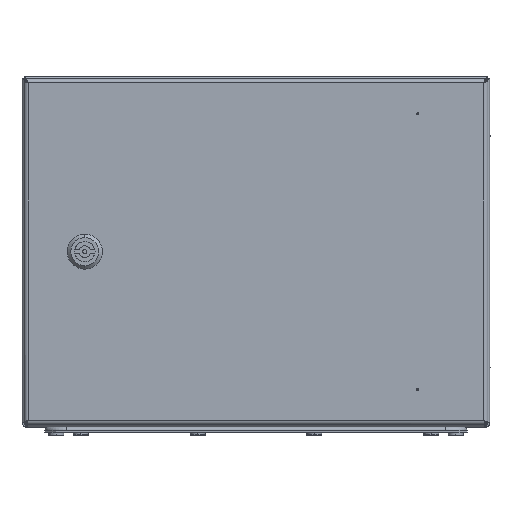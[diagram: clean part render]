
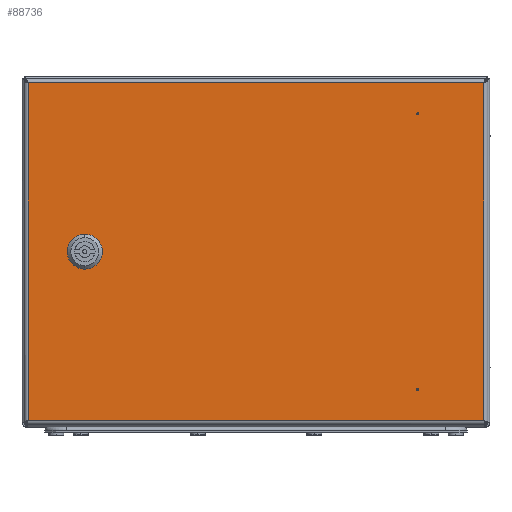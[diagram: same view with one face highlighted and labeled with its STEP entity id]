
A CAD part, top view. The second image highlights one B-rep face of the part: STEP entity #88736.
In plain terms, the highlighted planar face has unit normal (0, 0, 1).
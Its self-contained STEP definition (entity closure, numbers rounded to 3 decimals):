
#154 = AXIS2_PLACEMENT_3D ( 'NONE', #70241, #101371, #85775 ) ;
#796 = CARTESIAN_POINT ( 'NONE',  ( -136.5, 5.154, 0. ) ) ;
#1849 = ORIENTED_EDGE ( 'NONE', *, *, #57357, .F. ) ;
#2105 = DIRECTION ( 'NONE',  ( 1., 0., 0. ) ) ;
#2221 = EDGE_CURVE ( 'NONE', #6433, #39683, #32032, .T. ) ;
#3716 = EDGE_CURVE ( 'NONE', #5831, #11828, #66025, .T. ) ;
#4242 = DIRECTION ( 'NONE',  ( 0., 0., 1. ) ) ;
#4373 = ORIENTED_EDGE ( 'NONE', *, *, #97463, .F. ) ;
#5315 = VECTOR ( 'NONE', #41720, 1000. ) ;
#5831 = VERTEX_POINT ( 'NONE', #43932 ) ;
#6433 = VERTEX_POINT ( 'NONE', #87207 ) ;
#6922 = LINE ( 'NONE', #100937, #61320 ) ;
#7039 = DIRECTION ( 'NONE',  ( 1., 0., 0. ) ) ;
#8825 = AXIS2_PLACEMENT_3D ( 'NONE', #103201, #31103, #94042 ) ;
#9152 = LINE ( 'NONE', #10928, #34409 ) ;
#10497 = VECTOR ( 'NONE', #90261, 1000. ) ;
#10928 = CARTESIAN_POINT ( 'NONE',  ( -151.654, -10., 0. ) ) ;
#11828 = VERTEX_POINT ( 'NONE', #62122 ) ;
#13028 = DIRECTION ( 'NONE',  ( 1., 0., 0. ) ) ;
#15283 = VECTOR ( 'NONE', #94161, 1000. ) ;
#15357 = ORIENTED_EDGE ( 'NONE', *, *, #3716, .T. ) ;
#15359 = EDGE_LOOP ( 'NONE', ( #67231, #51505, #24531, #1849, #25182, #44426, #4373, #58394 ) ) ;
#15632 = VERTEX_POINT ( 'NONE', #95786 ) ;
#17861 = CARTESIAN_POINT ( 'NONE',  ( 138.5, 118., 0. ) ) ;
#18115 = CARTESIAN_POINT ( 'NONE',  ( -195.1, -144.6, 0. ) ) ;
#18149 = CARTESIAN_POINT ( 'NONE',  ( -151.654, -10., 0. ) ) ;
#19409 = EDGE_CURVE ( 'NONE', #11828, #103726, #33029, .T. ) ;
#20889 = EDGE_CURVE ( 'NONE', #87351, #81984, #29059, .T. ) ;
#21375 = LINE ( 'NONE', #93665, #84662 ) ;
#21993 = CIRCLE ( 'NONE', #51799, 11.25 ) ;
#23674 = CIRCLE ( 'NONE', #53722, 0.883 ) ;
#24428 = ORIENTED_EDGE ( 'NONE', *, *, #34135, .T. ) ;
#24531 = ORIENTED_EDGE ( 'NONE', *, *, #84342, .F. ) ;
#24918 = CARTESIAN_POINT ( 'NONE',  ( 138.5, 117.117, 0. ) ) ;
#25182 = ORIENTED_EDGE ( 'NONE', *, *, #20889, .F. ) ;
#25637 = AXIS2_PLACEMENT_3D ( 'NONE', #39915, #104571, #7039 ) ;
#27201 = DIRECTION ( 'NONE',  ( 0., 0., -1. ) ) ;
#27602 = CIRCLE ( 'NONE', #154, 11.25 ) ;
#27682 = ORIENTED_EDGE ( 'NONE', *, *, #85697, .T. ) ;
#29059 = CIRCLE ( 'NONE', #25637, 11.25 ) ;
#29293 = CARTESIAN_POINT ( 'NONE',  ( 138.5, -118., 0. ) ) ;
#29489 = DIRECTION ( 'NONE',  ( -1., 0., 0. ) ) ;
#31103 = DIRECTION ( 'NONE',  ( 0., 0., 1. ) ) ;
#31188 = CARTESIAN_POINT ( 'NONE',  ( 195.1, -146.246, 0. ) ) ;
#32003 = CARTESIAN_POINT ( 'NONE',  ( 138.5, 118.883, 0. ) ) ;
#32032 = LINE ( 'NONE', #72953, #10497 ) ;
#32294 = CIRCLE ( 'NONE', #87087, 0.883 ) ;
#33029 = LINE ( 'NONE', #51387, #15283 ) ;
#33894 = EDGE_LOOP ( 'NONE', ( #46093, #24428 ) ) ;
#34135 = EDGE_CURVE ( 'NONE', #37154, #62995, #32294, .T. ) ;
#34409 = VECTOR ( 'NONE', #2105, 1000. ) ;
#34857 = EDGE_CURVE ( 'NONE', #15632, #51959, #6922, .T. ) ;
#35946 = ORIENTED_EDGE ( 'NONE', *, *, #56425, .T. ) ;
#37012 = CARTESIAN_POINT ( 'NONE',  ( -141.346, -10., 0. ) ) ;
#37154 = VERTEX_POINT ( 'NONE', #66188 ) ;
#37375 = DIRECTION ( 'NONE',  ( 1., 0., 0. ) ) ;
#37834 = CARTESIAN_POINT ( 'NONE',  ( -136.5, -5.154, 0. ) ) ;
#39475 = AXIS2_PLACEMENT_3D ( 'NONE', #100346, #51560, #91875 ) ;
#39683 = VERTEX_POINT ( 'NONE', #74493 ) ;
#39847 = DIRECTION ( 'NONE',  ( 1., 0., 0. ) ) ;
#39915 = CARTESIAN_POINT ( 'NONE',  ( -146.5, 0., 0. ) ) ;
#40132 = VERTEX_POINT ( 'NONE', #24918 ) ;
#41720 = DIRECTION ( 'NONE',  ( -1., 0., 0. ) ) ;
#41802 = VECTOR ( 'NONE', #62432, 1000. ) ;
#42096 = VERTEX_POINT ( 'NONE', #83755 ) ;
#42241 = DIRECTION ( 'NONE',  ( 1., 0., 0. ) ) ;
#42893 = EDGE_CURVE ( 'NONE', #62995, #37154, #95731, .T. ) ;
#43932 = CARTESIAN_POINT ( 'NONE',  ( 195.1, 144.6, 0. ) ) ;
#44426 = ORIENTED_EDGE ( 'NONE', *, *, #100893, .F. ) ;
#45020 = FACE_BOUND ( 'NONE', #48745, .T. ) ;
#46093 = ORIENTED_EDGE ( 'NONE', *, *, #42893, .T. ) ;
#47776 = DIRECTION ( 'NONE',  ( 0., 1., 0. ) ) ;
#48745 = EDGE_LOOP ( 'NONE', ( #70351, #53071 ) ) ;
#50116 = FACE_BOUND ( 'NONE', #15359, .T. ) ;
#51034 = DIRECTION ( 'NONE',  ( 0., 0., -1. ) ) ;
#51387 = CARTESIAN_POINT ( 'NONE',  ( -195.1, 146.246, 0. ) ) ;
#51436 = FACE_BOUND ( 'NONE', #33894, .T. ) ;
#51505 = ORIENTED_EDGE ( 'NONE', *, *, #34857, .F. ) ;
#51542 = ORIENTED_EDGE ( 'NONE', *, *, #19409, .T. ) ;
#51560 = DIRECTION ( 'NONE',  ( 0., 0., -1. ) ) ;
#51799 = AXIS2_PLACEMENT_3D ( 'NONE', #92999, #4242, #52351 ) ;
#51959 = VERTEX_POINT ( 'NONE', #104850 ) ;
#52351 = DIRECTION ( 'NONE',  ( 1., 0., 0. ) ) ;
#53071 = ORIENTED_EDGE ( 'NONE', *, *, #73876, .T. ) ;
#53722 = AXIS2_PLACEMENT_3D ( 'NONE', #58522, #51034, #82144 ) ;
#55971 = VERTEX_POINT ( 'NONE', #18149 ) ;
#56152 = PLANE ( 'NONE',  #75396 ) ;
#56425 = EDGE_CURVE ( 'NONE', #42096, #5831, #72247, .T. ) ;
#57192 = CARTESIAN_POINT ( 'NONE',  ( 0., 0., 0. ) ) ;
#57357 = EDGE_CURVE ( 'NONE', #81984, #69090, #63348, .T. ) ;
#58394 = ORIENTED_EDGE ( 'NONE', *, *, #2221, .F. ) ;
#58522 = CARTESIAN_POINT ( 'NONE',  ( 138.5, 118., 0. ) ) ;
#61260 = VERTEX_POINT ( 'NONE', #32003 ) ;
#61320 = VECTOR ( 'NONE', #29489, 1000. ) ;
#61721 = EDGE_LOOP ( 'NONE', ( #15357, #51542, #27682, #35946 ) ) ;
#62122 = CARTESIAN_POINT ( 'NONE',  ( -195.1, 144.6, 0. ) ) ;
#62432 = DIRECTION ( 'NONE',  ( 0., 1., 0. ) ) ;
#62995 = VERTEX_POINT ( 'NONE', #87634 ) ;
#63348 = LINE ( 'NONE', #101305, #41802 ) ;
#64635 = CIRCLE ( 'NONE', #8825, 11.25 ) ;
#64963 = DIRECTION ( 'NONE',  ( 0., 0., 1. ) ) ;
#66025 = LINE ( 'NONE', #90855, #5315 ) ;
#66188 = CARTESIAN_POINT ( 'NONE',  ( 138.5, -117.117, 0. ) ) ;
#67231 = ORIENTED_EDGE ( 'NONE', *, *, #87322, .F. ) ;
#68040 = AXIS2_PLACEMENT_3D ( 'NONE', #17861, #99509, #42241 ) ;
#69090 = VERTEX_POINT ( 'NONE', #796 ) ;
#70241 = CARTESIAN_POINT ( 'NONE',  ( -146.5, 0., 0. ) ) ;
#70351 = ORIENTED_EDGE ( 'NONE', *, *, #96956, .T. ) ;
#72247 = LINE ( 'NONE', #31188, #97607 ) ;
#72953 = CARTESIAN_POINT ( 'NONE',  ( -156.5, 5.154, 0. ) ) ;
#73876 = EDGE_CURVE ( 'NONE', #40132, #61260, #23674, .T. ) ;
#74493 = CARTESIAN_POINT ( 'NONE',  ( -156.5, -5.154, 0. ) ) ;
#75396 = AXIS2_PLACEMENT_3D ( 'NONE', #57192, #64963, #39847 ) ;
#81984 = VERTEX_POINT ( 'NONE', #37834 ) ;
#82144 = DIRECTION ( 'NONE',  ( 1., 0., 0. ) ) ;
#83755 = CARTESIAN_POINT ( 'NONE',  ( 195.1, -144.6, 0. ) ) ;
#84342 = EDGE_CURVE ( 'NONE', #69090, #15632, #64635, .T. ) ;
#84662 = VECTOR ( 'NONE', #13028, 1000. ) ;
#85267 = CIRCLE ( 'NONE', #68040, 0.883 ) ;
#85697 = EDGE_CURVE ( 'NONE', #103726, #42096, #21375, .T. ) ;
#85775 = DIRECTION ( 'NONE',  ( 1., 0., 0. ) ) ;
#87087 = AXIS2_PLACEMENT_3D ( 'NONE', #29293, #27201, #37375 ) ;
#87207 = CARTESIAN_POINT ( 'NONE',  ( -156.5, 5.154, 0. ) ) ;
#87322 = EDGE_CURVE ( 'NONE', #51959, #6433, #27602, .T. ) ;
#87351 = VERTEX_POINT ( 'NONE', #37012 ) ;
#87634 = CARTESIAN_POINT ( 'NONE',  ( 138.5, -118.883, 0. ) ) ;
#88736 = ADVANCED_FACE ( 'NONE', ( #51436, #45020, #50116, #98209 ), #56152, .T. ) ;
#90261 = DIRECTION ( 'NONE',  ( 0., -1., 0. ) ) ;
#90855 = CARTESIAN_POINT ( 'NONE',  ( 196.746, 144.6, 0. ) ) ;
#91875 = DIRECTION ( 'NONE',  ( 1., 0., 0. ) ) ;
#92999 = CARTESIAN_POINT ( 'NONE',  ( -146.5, 0., 0. ) ) ;
#93665 = CARTESIAN_POINT ( 'NONE',  ( -196.746, -144.6, 0. ) ) ;
#94042 = DIRECTION ( 'NONE',  ( 1., 0., 0. ) ) ;
#94161 = DIRECTION ( 'NONE',  ( 0., -1., 0. ) ) ;
#95731 = CIRCLE ( 'NONE', #39475, 0.883 ) ;
#95786 = CARTESIAN_POINT ( 'NONE',  ( -141.346, 10., 0. ) ) ;
#96956 = EDGE_CURVE ( 'NONE', #61260, #40132, #85267, .T. ) ;
#97463 = EDGE_CURVE ( 'NONE', #39683, #55971, #21993, .T. ) ;
#97607 = VECTOR ( 'NONE', #47776, 1000. ) ;
#98209 = FACE_OUTER_BOUND ( 'NONE', #61721, .T. ) ;
#99509 = DIRECTION ( 'NONE',  ( 0., 0., -1. ) ) ;
#100346 = CARTESIAN_POINT ( 'NONE',  ( 138.5, -118., 0. ) ) ;
#100893 = EDGE_CURVE ( 'NONE', #55971, #87351, #9152, .T. ) ;
#100937 = CARTESIAN_POINT ( 'NONE',  ( -151.654, 10., 0. ) ) ;
#101305 = CARTESIAN_POINT ( 'NONE',  ( -136.5, 5.154, 0. ) ) ;
#101371 = DIRECTION ( 'NONE',  ( 0., 0., 1. ) ) ;
#103201 = CARTESIAN_POINT ( 'NONE',  ( -146.5, 0., 0. ) ) ;
#103726 = VERTEX_POINT ( 'NONE', #18115 ) ;
#104571 = DIRECTION ( 'NONE',  ( 0., 0., 1. ) ) ;
#104850 = CARTESIAN_POINT ( 'NONE',  ( -151.654, 10., 0. ) ) ;
